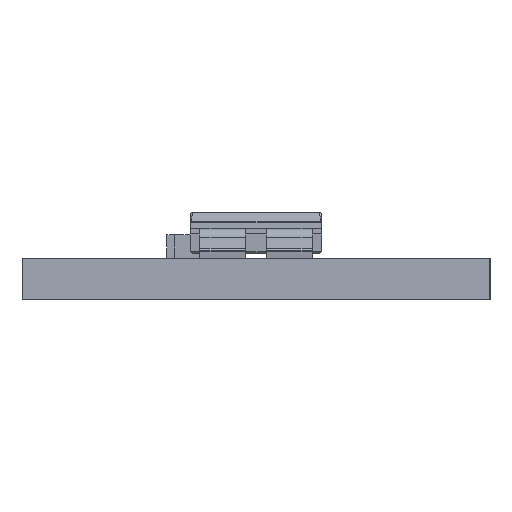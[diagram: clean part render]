
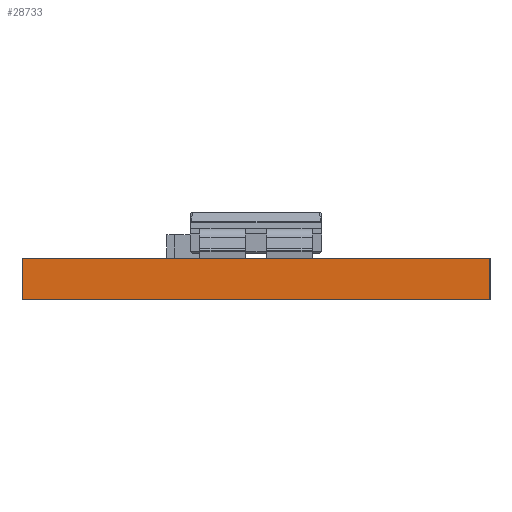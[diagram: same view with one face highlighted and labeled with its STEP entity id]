
A CAD part, left-side view. The second image highlights one B-rep face of the part: STEP entity #28733.
In plain terms, the highlighted planar face has unit normal (-1, 0, 0).
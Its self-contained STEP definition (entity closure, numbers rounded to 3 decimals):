
#476 = DIRECTION ( 'NONE',  ( 0., -1., 0. ) ) ;
#792 = CARTESIAN_POINT ( 'NONE',  ( 0., 0., 1.575 ) ) ;
#2721 = ORIENTED_EDGE ( 'NONE', *, *, #28697, .T. ) ;
#2993 = CARTESIAN_POINT ( 'NONE',  ( 0., 0., 0. ) ) ;
#3406 = VERTEX_POINT ( 'NONE', #16516 ) ;
#3470 = DIRECTION ( 'NONE',  ( 0., 0., -1. ) ) ;
#4928 = FACE_OUTER_BOUND ( 'NONE', #21109, .T. ) ;
#7263 = PLANE ( 'NONE',  #10352 ) ;
#9751 = DIRECTION ( 'NONE',  ( 0., 0., -1. ) ) ;
#10352 = AXIS2_PLACEMENT_3D ( 'NONE', #19763, #25089, #9751 ) ;
#10380 = VECTOR ( 'NONE', #13675, 1000. ) ;
#11123 = VERTEX_POINT ( 'NONE', #19336 ) ;
#11332 = EDGE_CURVE ( 'NONE', #11123, #3406, #13501, .T. ) ;
#11695 = VECTOR ( 'NONE', #476, 1000. ) ;
#13314 = VERTEX_POINT ( 'NONE', #16097 ) ;
#13501 = LINE ( 'NONE', #20996, #10380 ) ;
#13633 = ORIENTED_EDGE ( 'NONE', *, *, #20048, .T. ) ;
#13675 = DIRECTION ( 'NONE',  ( 0., -1., 0. ) ) ;
#16097 = CARTESIAN_POINT ( 'NONE',  ( 0., 0., 0. ) ) ;
#16516 = CARTESIAN_POINT ( 'NONE',  ( 0., 0., 1.575 ) ) ;
#17221 = VECTOR ( 'NONE', #3470, 1000. ) ;
#19336 = CARTESIAN_POINT ( 'NONE',  ( 0., 17.78, 1.575 ) ) ;
#19763 = CARTESIAN_POINT ( 'NONE',  ( 0., 0., 1.575 ) ) ;
#20048 = EDGE_CURVE ( 'NONE', #23928, #13314, #23286, .T. ) ;
#20996 = CARTESIAN_POINT ( 'NONE',  ( 0., 0., 1.575 ) ) ;
#21109 = EDGE_LOOP ( 'NONE', ( #13633, #21817, #25386, #2721 ) ) ;
#21817 = ORIENTED_EDGE ( 'NONE', *, *, #30421, .F. ) ;
#21931 = DIRECTION ( 'NONE',  ( 0., 0., -1. ) ) ;
#23286 = LINE ( 'NONE', #2993, #11695 ) ;
#23928 = VERTEX_POINT ( 'NONE', #28174 ) ;
#24754 = CARTESIAN_POINT ( 'NONE',  ( 0., 17.78, 1.575 ) ) ;
#25089 = DIRECTION ( 'NONE',  ( 1., 0., 0. ) ) ;
#25386 = ORIENTED_EDGE ( 'NONE', *, *, #11332, .F. ) ;
#28174 = CARTESIAN_POINT ( 'NONE',  ( 0., 17.78, 0. ) ) ;
#28697 = EDGE_CURVE ( 'NONE', #11123, #23928, #32439, .T. ) ;
#28733 = ADVANCED_FACE ( 'NONE', ( #4928 ), #7263, .F. ) ;
#30421 = EDGE_CURVE ( 'NONE', #3406, #13314, #31313, .T. ) ;
#31313 = LINE ( 'NONE', #792, #17221 ) ;
#32439 = LINE ( 'NONE', #24754, #32700 ) ;
#32700 = VECTOR ( 'NONE', #21931, 1000. ) ;
